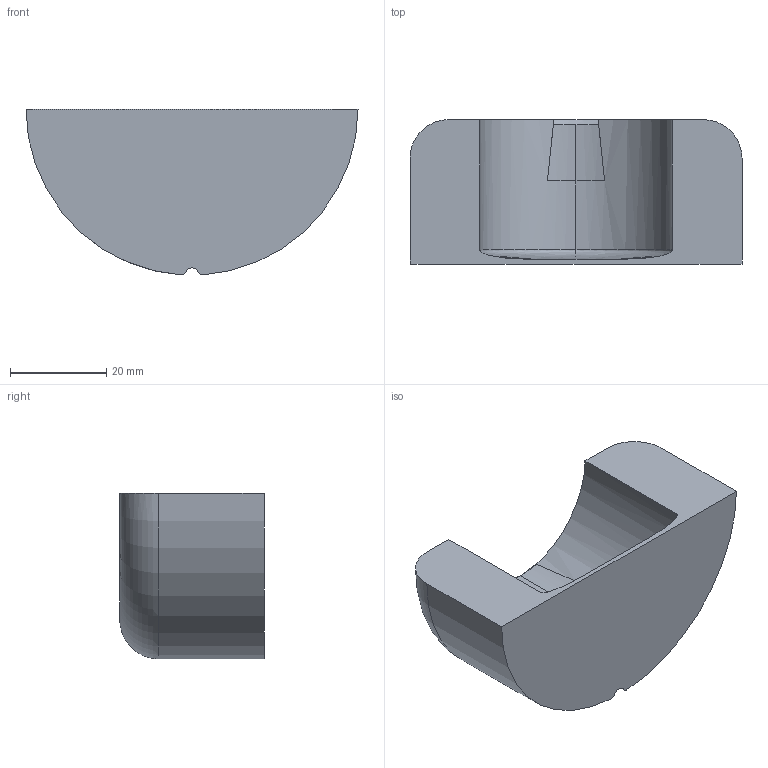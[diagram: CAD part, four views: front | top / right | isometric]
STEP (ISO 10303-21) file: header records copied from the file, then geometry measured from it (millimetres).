
FILE_DESCRIPTION (( 'STEP AP214' ), '1' );
FILE_NAME ('Schwinn_AC.STEP', '2025-02-12T14:44:13', ( '' ), ( '' ), 'SwSTEP 2.0', 'SolidWorks 2025', '' );
FILE_SCHEMA (( 'AUTOMOTIVE_DESIGN' ));
Length unit declared in the file: millimetre
Products named in the file (1): Schwinn_AC
Bounding box: 69 x 30 x 34.43 mm (x, y, z)
Volume: 36739.8 mm3; surface area: 9297.7 mm2
Topology: 1 solids, 1 shells, 27 faces, 70 edges, 43 vertices
Faces by surface type: cylinder 11, plane 7, bspline 4, torus 4, cone 1
Entity records: 1552 total; most frequent: CARTESIAN_POINT 914, ORIENTED_EDGE 136, DIRECTION 126, EDGE_CURVE 68, AXIS2_PLACEMENT_3D 53, VERTEX_POINT 43, CIRCLE 29, EDGE_LOOP 27
